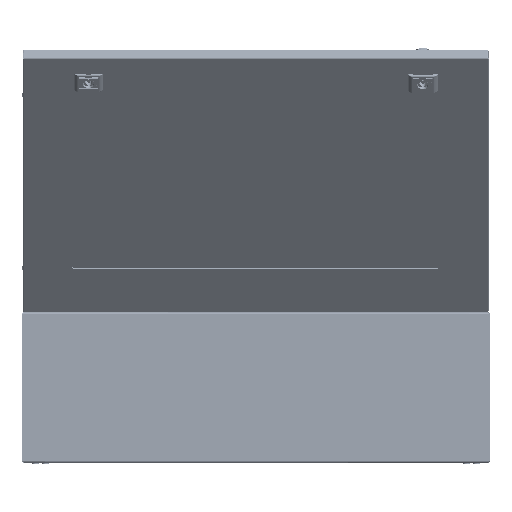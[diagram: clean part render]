
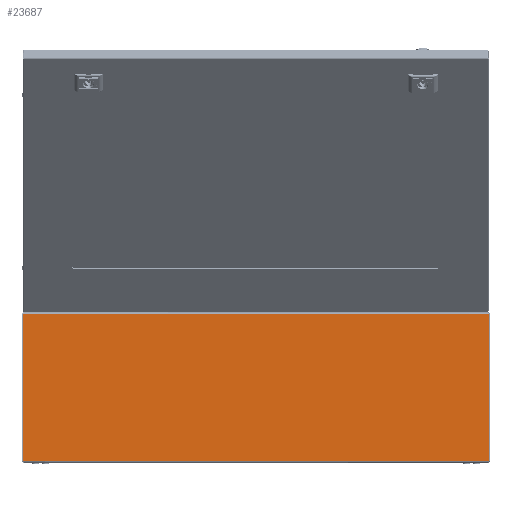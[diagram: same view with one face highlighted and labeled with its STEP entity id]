
A CAD part, front view. The second image highlights one B-rep face of the part: STEP entity #23687.
In plain terms, the highlighted planar face has unit normal (0, -1, 0).
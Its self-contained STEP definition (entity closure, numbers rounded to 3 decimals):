
#14221 = VECTOR ( 'NONE', #25751, 1000. ) ;
#14261 = VECTOR ( 'NONE', #25748, 1000. ) ;
#14276 = VECTOR ( 'NONE', #25753, 1000. ) ;
#23665 = EDGE_CURVE ( 'NONE', #141871, #141882, #24854, .T. ) ;
#23687 = ADVANCED_FACE ( 'NONE', ( #25101 ), #25102, .F. ) ;
#24854 = LINE ( 'NONE', #24856, #133190 ) ;
#24856 = CARTESIAN_POINT ( 'NONE',  ( -348.5, -250., 1.5 ) ) ;
#24857 = DIRECTION ( 'NONE',  ( -1., 0., 0. ) ) ;
#25089 = CARTESIAN_POINT ( 'NONE',  ( -348.5, -250., 222. ) ) ;
#25101 = FACE_OUTER_BOUND ( 'NONE', #72245, .T. ) ;
#25102 = PLANE ( 'NONE',  #133126 ) ;
#25105 = DIRECTION ( 'NONE',  ( 0., 1., 0. ) ) ;
#25106 = DIRECTION ( 'NONE',  ( 0., 0., 1. ) ) ;
#25738 = CARTESIAN_POINT ( 'NONE',  ( 347.793, -250., 220.5 ) ) ;
#25741 = LINE ( 'NONE', #25738, #14261 ) ;
#25742 = LINE ( 'NONE', #25749, #14221 ) ;
#25743 = LINE ( 'NONE', #25752, #14276 ) ;
#25748 = DIRECTION ( 'NONE',  ( -1., 0., 0. ) ) ;
#25749 = CARTESIAN_POINT ( 'NONE',  ( -348.4, -250., 1.5 ) ) ;
#25751 = DIRECTION ( 'NONE',  ( 0., 0., 1. ) ) ;
#25752 = CARTESIAN_POINT ( 'NONE',  ( 348.4, -250., 1.5 ) ) ;
#25753 = DIRECTION ( 'NONE',  ( 0., 0., 1. ) ) ;
#60316 = CARTESIAN_POINT ( 'NONE',  ( 348.4, -250., 1.5 ) ) ;
#60320 = CARTESIAN_POINT ( 'NONE',  ( 348.4, -250., 220.5 ) ) ;
#60328 = CARTESIAN_POINT ( 'NONE',  ( -348.4, -250., 1.5 ) ) ;
#60330 = CARTESIAN_POINT ( 'NONE',  ( -348.4, -250., 220.5 ) ) ;
#67146 = ORIENTED_EDGE ( 'NONE', *, *, #124776, .T. ) ;
#67148 = ORIENTED_EDGE ( 'NONE', *, *, #23665, .F. ) ;
#67150 = ORIENTED_EDGE ( 'NONE', *, *, #124774, .F. ) ;
#67152 = ORIENTED_EDGE ( 'NONE', *, *, #124772, .T. ) ;
#72245 = EDGE_LOOP ( 'NONE', ( #67152, #67150, #67148, #67146 ) ) ;
#124772 = EDGE_CURVE ( 'NONE', #141875, #141884, #25741, .T. ) ;
#124774 = EDGE_CURVE ( 'NONE', #141882, #141884, #25742, .T. ) ;
#124776 = EDGE_CURVE ( 'NONE', #141871, #141875, #25743, .T. ) ;
#133126 = AXIS2_PLACEMENT_3D ( 'NONE', #25089, #25105, #25106 ) ;
#133190 = VECTOR ( 'NONE', #24857, 1000. ) ;
#141871 = VERTEX_POINT ( 'NONE', #60316 ) ;
#141875 = VERTEX_POINT ( 'NONE', #60320 ) ;
#141882 = VERTEX_POINT ( 'NONE', #60328 ) ;
#141884 = VERTEX_POINT ( 'NONE', #60330 ) ;
